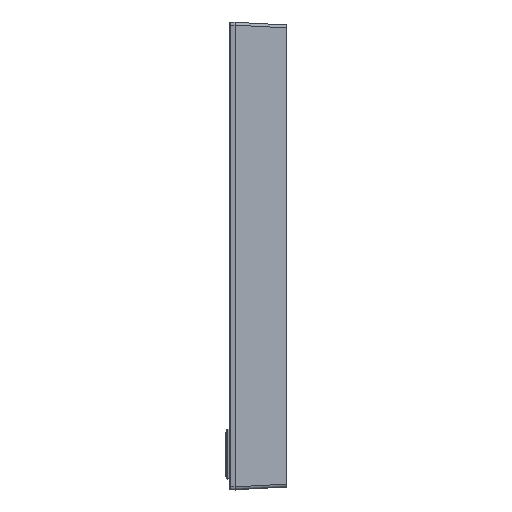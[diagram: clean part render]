
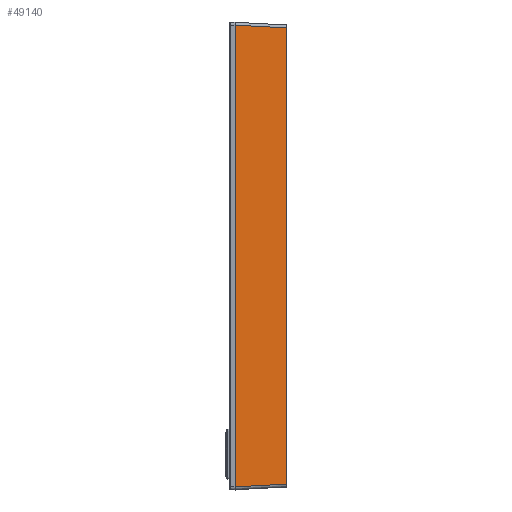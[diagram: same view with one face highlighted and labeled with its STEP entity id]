
A CAD part, left-side view. The second image highlights one B-rep face of the part: STEP entity #49140.
In plain terms, the highlighted planar face has unit normal (-0.999, -0.052, 0).
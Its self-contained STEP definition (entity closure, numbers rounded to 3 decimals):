
#275=CARTESIAN_POINT('',(-40.228,0.,-39.729));
#315=DIRECTION('',(-0.052,0.997,0.052));
#316=VECTOR('',#315,9.025);
#317=CARTESIAN_POINT('',(-40.228,0.,39.729));
#318=LINE('111287',#317,#316);
#319=DIRECTION('',(0.,0.,-1.));
#320=VECTOR('',#319,79.458);
#321=CARTESIAN_POINT('',(-40.228,0.,39.729));
#322=LINE('111297',#321,#320);
#323=DIRECTION('',(-0.052,0.997,-0.052));
#324=VECTOR('',#323,9.025);
#325=CARTESIAN_POINT('',(-40.228,0.,-39.729));
#326=LINE('111292',#325,#324);
#351=DIRECTION('',(0.,0.,-1.));
#352=VECTOR('',#351,80.401);
#353=CARTESIAN_POINT('',(-40.7,9.,40.201));
#354=LINE('111301',#353,#352);
#40738=CARTESIAN_POINT('',(-40.228,0.,39.729));
#40739=CARTESIAN_POINT('',(-40.7,9.,40.201));
#40740=VERTEX_POINT('',#40738);
#40741=VERTEX_POINT('',#40739);
#40749=VERTEX_POINT('',#275);
#40750=CARTESIAN_POINT('',(-40.7,9.,-40.201));
#40751=VERTEX_POINT('',#40750);
#49127=CARTESIAN_POINT('',(-40.7,9.,40.7));
#49128=DIRECTION('',(0.999,0.052,0.));
#49129=DIRECTION('',(0.,0.,-1.));
#49130=AXIS2_PLACEMENT_3D('',#49127,#49128,#49129);
#49131=PLANE('111229',#49130);
#49132=ORIENTED_EDGE('111287',*,*,#49118,.F.);
#49133=ORIENTED_EDGE('111297',*,*,#49057,.T.);
#49135=ORIENTED_EDGE('111292',*,*,#49134,.T.);
#49137=ORIENTED_EDGE('111301',*,*,#49136,.F.);
#49138=EDGE_LOOP('111229',(#49132,#49133,#49135,#49137));
#49139=FACE_OUTER_BOUND('111229',#49138,.F.);
#49140=ADVANCED_FACE('111229',(#49139),#49131,.F.);
#49057=EDGE_CURVE('111297',#40740,#40749,#322,.T.);
#49118=EDGE_CURVE('111287',#40740,#40741,#318,.T.);
#49134=EDGE_CURVE('111292',#40749,#40751,#326,.T.);
#49136=EDGE_CURVE('111301',#40741,#40751,#354,.T.);
